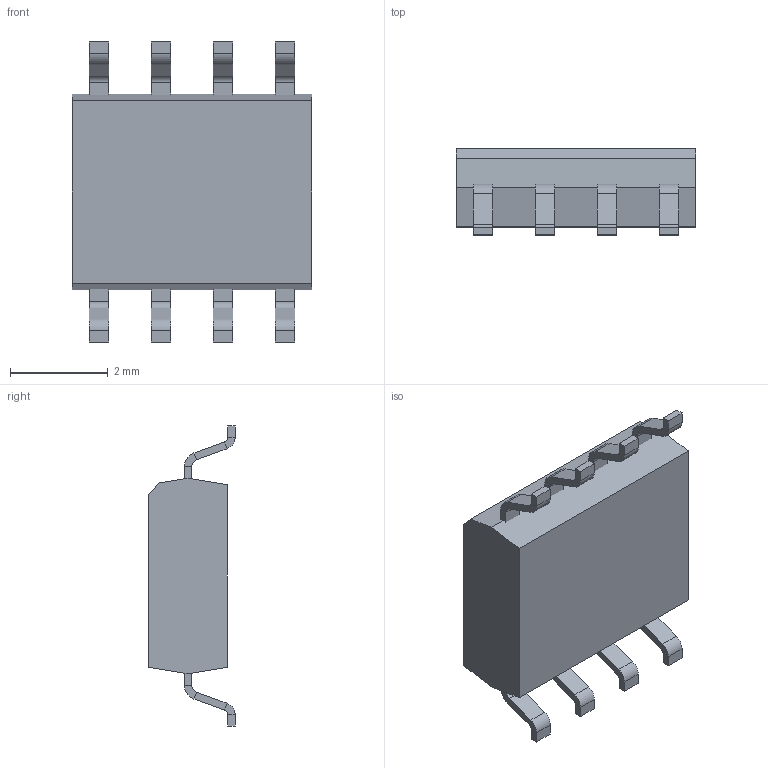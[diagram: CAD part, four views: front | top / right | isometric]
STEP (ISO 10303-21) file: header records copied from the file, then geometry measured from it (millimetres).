
FILE_DESCRIPTION (( 'STEP AP214' ), '1' );
FILE_NAME ('User Library-so8-4.STEP', '2011-03-09T19:18:32', ( 'SysAdmin' ), ( 'SolidWorks' ), 'SwSTEP 2.0', 'SolidWorks 2011', '' );
FILE_SCHEMA (( 'AUTOMOTIVE_DESIGN' ));
Length unit declared in the file: millimetre
Products named in the file (1): User Library-so8-4
Bounding box: 4.89 x 1.76 x 6.14 mm (x, y, z)
Volume: 33 mm3; surface area: 110.9 mm2
Topology: 2 solids, 2 shells, 114 faces, 311 edges, 202 vertices
Faces by surface type: plane 80, cylinder 34
Entity records: 3651 total; most frequent: CARTESIAN_POINT 628, ORIENTED_EDGE 622, DIRECTION 609, EDGE_CURVE 311, LINE 243, VECTOR 243, VERTEX_POINT 202, AXIS2_PLACEMENT_3D 183
